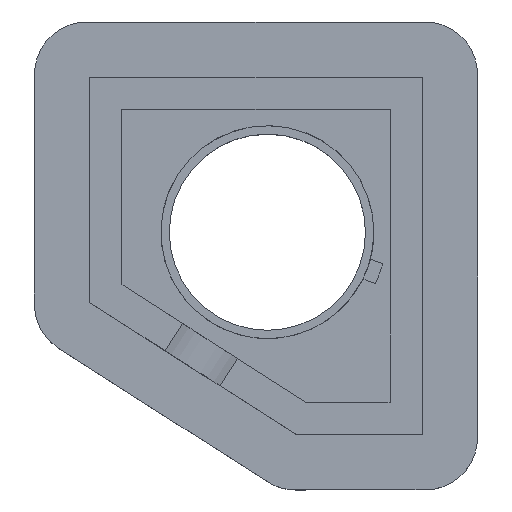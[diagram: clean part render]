
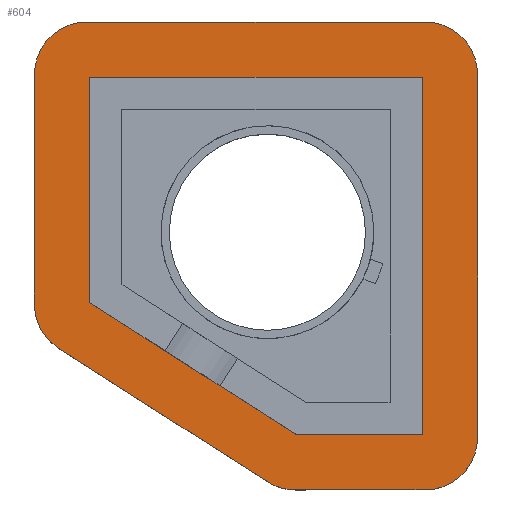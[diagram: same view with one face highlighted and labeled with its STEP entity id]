
A CAD part, top view. The second image highlights one B-rep face of the part: STEP entity #604.
In plain terms, the highlighted planar face has unit normal (0, 0, 1).
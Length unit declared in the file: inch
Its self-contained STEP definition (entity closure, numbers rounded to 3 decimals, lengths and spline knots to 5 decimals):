
#16=FACE_BOUND('',#105,.T.);
#39=PLANE('',#670);
#71=FACE_OUTER_BOUND('',#104,.T.);
#104=EDGE_LOOP('',(#538,#539,#540,#541,#542,#543,#544,#545,#546,#547));
#105=EDGE_LOOP('',(#548,#549,#550,#551,#552));
#138=LINE('',#922,#202);
#141=LINE('',#927,#205);
#143=LINE('',#931,#207);
#145=LINE('',#935,#209);
#146=LINE('',#937,#210);
#157=LINE('',#966,#221);
#161=LINE('',#978,#225);
#165=LINE('',#990,#229);
#169=LINE('',#1002,#233);
#173=LINE('',#1012,#237);
#202=VECTOR('',#743,0.3937);
#205=VECTOR('',#748,0.3937);
#207=VECTOR('',#752,0.3937);
#209=VECTOR('',#756,0.3937);
#210=VECTOR('',#759,0.3937);
#221=VECTOR('',#788,0.3937);
#225=VECTOR('',#800,0.3937);
#229=VECTOR('',#812,0.3937);
#233=VECTOR('',#824,0.3937);
#237=VECTOR('',#836,0.3937);
#249=CIRCLE('',#652,0.15);
#251=CIRCLE('',#656,0.15);
#253=CIRCLE('',#660,0.15);
#255=CIRCLE('',#664,0.15);
#257=CIRCLE('',#668,0.15);
#286=VERTEX_POINT('',#919);
#287=VERTEX_POINT('',#921);
#288=VERTEX_POINT('',#925);
#289=VERTEX_POINT('',#929);
#290=VERTEX_POINT('',#933);
#296=VERTEX_POINT('',#957);
#297=VERTEX_POINT('',#959);
#299=VERTEX_POINT('',#965);
#301=VERTEX_POINT('',#971);
#303=VERTEX_POINT('',#977);
#305=VERTEX_POINT('',#983);
#307=VERTEX_POINT('',#989);
#309=VERTEX_POINT('',#995);
#311=VERTEX_POINT('',#1001);
#313=VERTEX_POINT('',#1007);
#352=EDGE_CURVE('',#286,#287,#138,.T.);
#355=EDGE_CURVE('',#288,#286,#141,.T.);
#357=EDGE_CURVE('',#289,#288,#143,.T.);
#359=EDGE_CURVE('',#290,#289,#145,.T.);
#360=EDGE_CURVE('',#287,#290,#146,.T.);
#370=EDGE_CURVE('',#297,#296,#249,.T.);
#373=EDGE_CURVE('',#299,#297,#157,.T.);
#376=EDGE_CURVE('',#301,#299,#251,.T.);
#379=EDGE_CURVE('',#303,#301,#161,.T.);
#382=EDGE_CURVE('',#305,#303,#253,.T.);
#385=EDGE_CURVE('',#307,#305,#165,.T.);
#388=EDGE_CURVE('',#309,#307,#255,.T.);
#391=EDGE_CURVE('',#311,#309,#169,.T.);
#394=EDGE_CURVE('',#313,#311,#257,.T.);
#397=EDGE_CURVE('',#296,#313,#173,.T.);
#538=ORIENTED_EDGE('',*,*,#397,.T.);
#539=ORIENTED_EDGE('',*,*,#394,.T.);
#540=ORIENTED_EDGE('',*,*,#391,.T.);
#541=ORIENTED_EDGE('',*,*,#388,.T.);
#542=ORIENTED_EDGE('',*,*,#385,.T.);
#543=ORIENTED_EDGE('',*,*,#382,.T.);
#544=ORIENTED_EDGE('',*,*,#379,.T.);
#545=ORIENTED_EDGE('',*,*,#376,.T.);
#546=ORIENTED_EDGE('',*,*,#373,.T.);
#547=ORIENTED_EDGE('',*,*,#370,.T.);
#548=ORIENTED_EDGE('',*,*,#360,.F.);
#549=ORIENTED_EDGE('',*,*,#352,.F.);
#550=ORIENTED_EDGE('',*,*,#355,.F.);
#551=ORIENTED_EDGE('',*,*,#357,.F.);
#552=ORIENTED_EDGE('',*,*,#359,.F.);
#604=ADVANCED_FACE('',(#71,#16),#39,.F.);
#652=AXIS2_PLACEMENT_3D('',#960,#782,#783);
#656=AXIS2_PLACEMENT_3D('',#972,#794,#795);
#660=AXIS2_PLACEMENT_3D('',#984,#806,#807);
#664=AXIS2_PLACEMENT_3D('',#996,#818,#819);
#668=AXIS2_PLACEMENT_3D('',#1008,#830,#831);
#670=AXIS2_PLACEMENT_3D('',#1013,#837,#838);
#743=DIRECTION('',(-1.,0.,0.));
#748=DIRECTION('',(0.,1.,0.));
#752=DIRECTION('',(1.,0.,0.));
#756=DIRECTION('',(0.843,-0.539,0.));
#759=DIRECTION('',(0.,-1.,0.));
#782=DIRECTION('center_axis',(0.,0.,
1.));
#783=DIRECTION('ref_axis',(-0.539,-0.843,0.));
#788=DIRECTION('',(0.,-1.,0.));
#794=DIRECTION('center_axis',(0.,0.,
1.));
#795=DIRECTION('ref_axis',(-1.,0.,0.));
#800=DIRECTION('',(-1.,0.,0.));
#806=DIRECTION('center_axis',(0.,0.,
1.));
#807=DIRECTION('ref_axis',(0.,1.,0.));
#812=DIRECTION('',(0.,1.,0.));
#818=DIRECTION('center_axis',(0.,0.,
1.));
#819=DIRECTION('ref_axis',(1.,0.,0.));
#824=DIRECTION('',(1.,0.,0.));
#830=DIRECTION('center_axis',(0.,0.,
1.));
#831=DIRECTION('ref_axis',(0.,-1.,0.));
#836=DIRECTION('',(0.843,-0.539,0.));
#837=DIRECTION('center_axis',(0.,0.,
-1.));
#838=DIRECTION('ref_axis',(-1.,0.,0.));
#919=CARTESIAN_POINT('',(0.82308,1.2825,-2.86586));
#921=CARTESIAN_POINT('',(-0.12692,1.2825,-2.86586));
#922=CARTESIAN_POINT('',(0.82308,1.2825,-2.86586));
#925=CARTESIAN_POINT('',(0.82308,0.26191,-2.86586));
#927=CARTESIAN_POINT('',(0.82308,0.26191,-2.86586));
#929=CARTESIAN_POINT('',(0.4631,0.26191,-2.86586));
#931=CARTESIAN_POINT('',(0.4631,0.26191,-2.86586));
#933=CARTESIAN_POINT('',(-0.12692,0.63911,-2.86586));
#935=CARTESIAN_POINT('',(-0.12692,0.63911,-2.86586));
#937=CARTESIAN_POINT('',(-0.12692,1.2825,-2.86586));
#957=CARTESIAN_POINT('',(-0.21522,0.50862,-2.86586));
#959=CARTESIAN_POINT('',(-0.28442,0.635,-2.86586));
#960=CARTESIAN_POINT('Origin',(-0.13442,0.635,-2.86586));
#965=CARTESIAN_POINT('',(-0.28442,1.29,-2.86586));
#966=CARTESIAN_POINT('',(-0.28442,0.635,-2.86586));
#971=CARTESIAN_POINT('',(-0.13442,1.44,-2.86586));
#972=CARTESIAN_POINT('Origin',(-0.13442,1.29,-2.86586));
#977=CARTESIAN_POINT('',(0.83058,1.44,-2.86586));
#978=CARTESIAN_POINT('',(-0.13442,1.44,-2.86586));
#983=CARTESIAN_POINT('',(0.98058,1.29,-2.86586));
#984=CARTESIAN_POINT('Origin',(0.83058,1.29,-2.86586));
#989=CARTESIAN_POINT('',(0.98058,0.25441,-2.86586));
#990=CARTESIAN_POINT('',(0.98058,1.29,-2.86586));
#995=CARTESIAN_POINT('',(0.83058,0.10441,-2.86586));
#996=CARTESIAN_POINT('Origin',(0.83058,0.25441,-2.86586));
#1001=CARTESIAN_POINT('',(0.46091,0.10441,-2.86586));
#1002=CARTESIAN_POINT('',(0.83058,0.10441,-2.86586));
#1007=CARTESIAN_POINT('',(0.38012,0.12803,-2.86586));
#1008=CARTESIAN_POINT('Origin',(0.46091,0.25441,-2.86586));
#1012=CARTESIAN_POINT('',(0.38012,0.12803,-2.86586));
#1013=CARTESIAN_POINT('Origin',(0.34808,0.77221,-2.86586));
